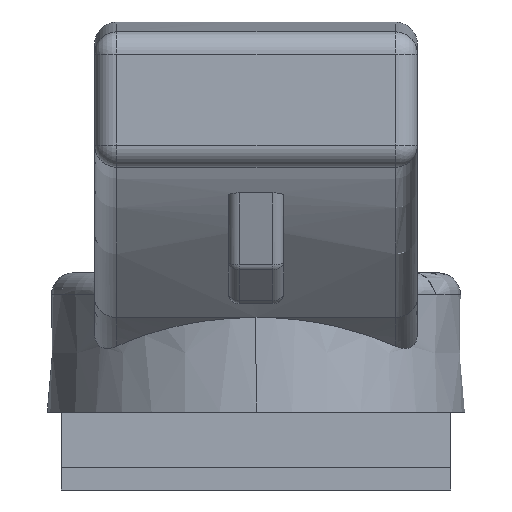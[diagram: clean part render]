
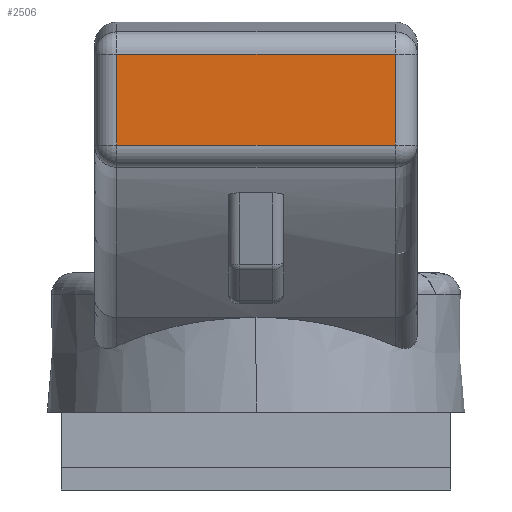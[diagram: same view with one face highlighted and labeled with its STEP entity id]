
A CAD part, front view. The second image highlights one B-rep face of the part: STEP entity #2506.
In plain terms, the highlighted planar face has unit normal (0, -1, 0).
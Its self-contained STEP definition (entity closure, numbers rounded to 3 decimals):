
#1864=CARTESIAN_POINT('',(-12.5,-77.6,32.157));
#1865=VERTEX_POINT('',#1864);
#1908=CARTESIAN_POINT('',(-12.5,-77.6,23.986));
#1909=VERTEX_POINT('',#1908);
#1934=CARTESIAN_POINT('',(12.5,-77.6,32.157));
#1935=VERTEX_POINT('',#1934);
#1978=CARTESIAN_POINT('',(12.5,-77.6,23.986));
#1979=VERTEX_POINT('',#1978);
#2003=CARTESIAN_POINT('',(12.5,-77.6,32.157));
#2004=DIRECTION('',(0.0,0.0,-1.0));
#2005=VECTOR('',#2004,8.171);
#2006=LINE('',#2003,#2005);
#2007=EDGE_CURVE('',#1935,#1979,#2006,.T.);
#2032=CARTESIAN_POINT('',(12.5,-77.6,23.986));
#2033=DIRECTION('',(-1.0,0.0,0.0));
#2034=VECTOR('',#2033,25.);
#2035=LINE('',#2032,#2034);
#2036=EDGE_CURVE('',#1979,#1909,#2035,.T.);
#2071=CARTESIAN_POINT('',(-12.5,-77.6,32.157));
#2072=DIRECTION('',(1.0,0.0,0.0));
#2073=VECTOR('',#2072,25.);
#2074=LINE('',#2071,#2073);
#2075=EDGE_CURVE('',#1865,#1935,#2074,.T.);
#2127=CARTESIAN_POINT('',(-12.5,-77.6,23.986));
#2128=DIRECTION('',(0.0,0.0,1.0));
#2129=VECTOR('',#2128,8.171);
#2130=LINE('',#2127,#2129);
#2131=EDGE_CURVE('',#1909,#1865,#2130,.T.);
#2495=CARTESIAN_POINT('',(0.,-77.6,34.0));
#2496=DIRECTION('',(0.0,-1.0,0.0));
#2497=DIRECTION('',(1.0,0.0,0.0));
#2498=AXIS2_PLACEMENT_3D('',#2495,#2496,#2497);
#2499=PLANE('',#2498);
#2500=ORIENTED_EDGE('',*,*,#2007,.F.);
#2501=ORIENTED_EDGE('',*,*,#2075,.F.);
#2502=ORIENTED_EDGE('',*,*,#2131,.F.);
#2503=ORIENTED_EDGE('',*,*,#2036,.F.);
#2504=EDGE_LOOP('',(#2500,#2501,#2502,#2503));
#2505=FACE_OUTER_BOUND('',#2504,.T.);
#2506=ADVANCED_FACE('',(#2505),#2499,.T.);
